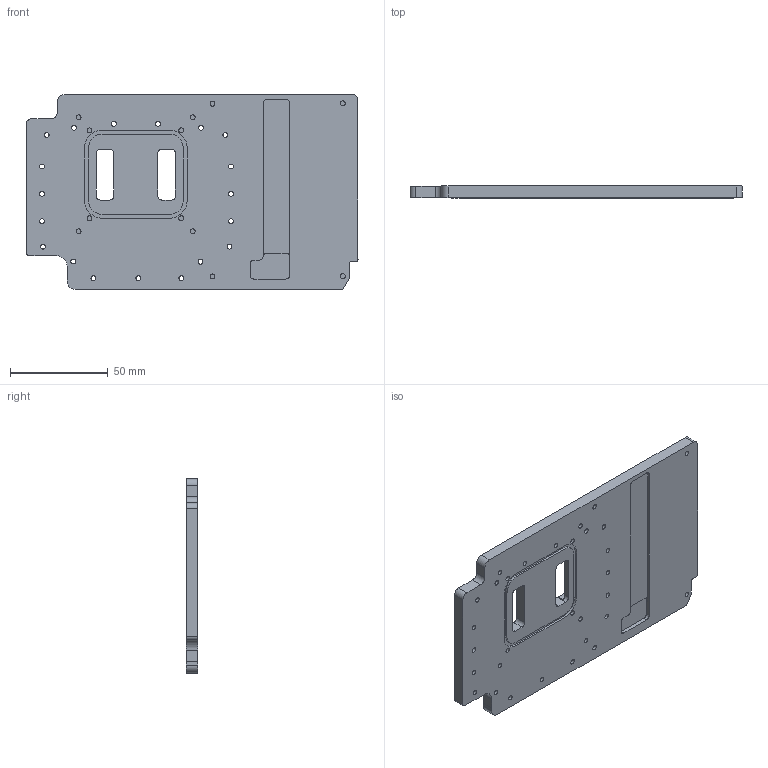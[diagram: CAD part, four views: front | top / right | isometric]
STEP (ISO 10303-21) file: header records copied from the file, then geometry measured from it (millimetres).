
FILE_DESCRIPTION(/* description */ (''),/* implementation_level */ '2;1');
FILE_NAME(/* name */ '1080TI ref inter.step',/* time_stamp */ '2018-10-21T20:29:12+02:00',/* author */ (''),/* organization */ (''),/* preprocessor_version */ 'ST-DEVELOPER v17.2',/* originating_system */ 'Autodesk Translation Framework v7.6.0.251',/* authorisation */ '');
FILE_SCHEMA (('AUTOMOTIVE_DESIGN { 1 0 10303 214 3 1 1 }'));
Length unit declared in the file: millimetre
Products named in the file (1): 1080TI ref
Bounding box: 170 x 6 x 99.75 mm (x, y, z)
Volume: 79307.7 mm3; surface area: 40501.3 mm2
Topology: 1 solids, 1 shells, 252 faces, 709 edges, 476 vertices
Faces by surface type: plane 131, cylinder 121
Full cylindrical faces by diameter (mm): 2.5 x31
Entity records: 8348 total; most frequent: DIRECTION 1466, CARTESIAN_POINT 1438, ORIENTED_EDGE 1418, EDGE_CURVE 709, AXIS2_PLACEMENT_3D 504, VERTEX_POINT 476, LINE 458, VECTOR 458
